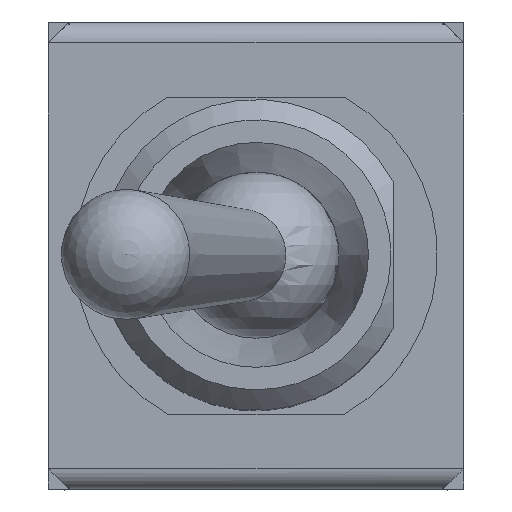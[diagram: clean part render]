
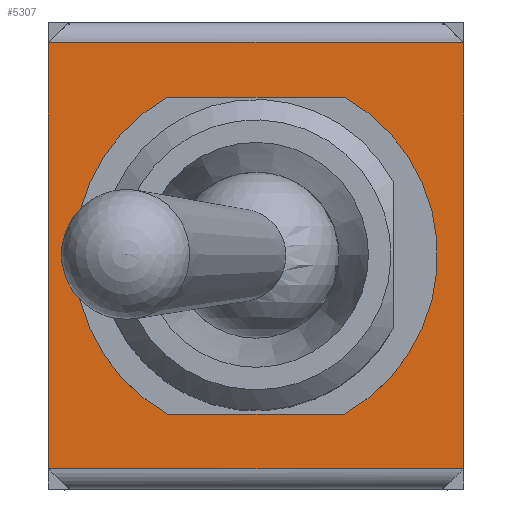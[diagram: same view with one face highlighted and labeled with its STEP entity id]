
A CAD part, top view. The second image highlights one B-rep face of the part: STEP entity #5307.
In plain terms, the highlighted planar face has unit normal (0, 0, 1).
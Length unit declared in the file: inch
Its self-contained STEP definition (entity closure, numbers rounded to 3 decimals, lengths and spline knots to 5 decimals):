
#4668=CARTESIAN_POINT('',(0.06811,-0.12205,0.29961));
#4669=VERTEX_POINT('',#4668);
#4676=CARTESIAN_POINT('',(0.06811,0.12205,0.29961));
#4677=VERTEX_POINT('',#4676);
#4678=CARTESIAN_POINT('',(0.,0.,0.29961));
#4679=DIRECTION('',(0.0,0.0,-1.0));
#4680=DIRECTION('',(-0.487,0.873,0.0));
#4681=AXIS2_PLACEMENT_3D('',#4678,#4679,#4680);
#4682=CIRCLE('',#4681,0.13976);
#4683=EDGE_CURVE('',#4677,#4669,#4682,.T.);
#4707=CARTESIAN_POINT('',(-0.06811,-0.12205,0.29961));
#4708=VERTEX_POINT('',#4707);
#4715=CARTESIAN_POINT('',(0.06811,-0.12205,0.29961));
#4716=DIRECTION('',(-1.0,0.0,0.0));
#4717=VECTOR('',#4716,0.13621);
#4718=LINE('',#4715,#4717);
#4719=EDGE_CURVE('',#4669,#4708,#4718,.T.);
#4739=CARTESIAN_POINT('',(-0.06811,0.12205,0.29961));
#4740=VERTEX_POINT('',#4739);
#4747=CARTESIAN_POINT('',(0.,0.,0.29961));
#4748=DIRECTION('',(0.0,0.0,-1.0));
#4749=DIRECTION('',(0.487,-0.873,0.0));
#4750=AXIS2_PLACEMENT_3D('',#4747,#4748,#4749);
#4751=CIRCLE('',#4750,0.13976);
#4752=EDGE_CURVE('',#4708,#4740,#4751,.T.);
#4770=CARTESIAN_POINT('',(-0.06811,0.12205,0.29961));
#4771=DIRECTION('',(1.0,0.0,0.0));
#4772=VECTOR('',#4771,0.13621);
#4773=LINE('',#4770,#4772);
#4774=EDGE_CURVE('',#4740,#4677,#4773,.T.);
#4997=CARTESIAN_POINT('',(-0.15965,0.16417,0.29961));
#4998=VERTEX_POINT('',#4997);
#5006=CARTESIAN_POINT('',(0.15965,0.16417,0.29961));
#5007=VERTEX_POINT('',#5006);
#5008=CARTESIAN_POINT('',(-0.15965,0.16417,0.29961));
#5009=DIRECTION('',(1.0,0.0,0.0));
#5010=VECTOR('',#5009,0.31929);
#5011=LINE('',#5008,#5010);
#5012=EDGE_CURVE('',#4998,#5007,#5011,.T.);
#5054=CARTESIAN_POINT('',(-0.16004,0.16378,0.29961));
#5055=VERTEX_POINT('',#5054);
#5062=CARTESIAN_POINT('',(-0.16004,0.16378,0.29961));
#5063=DIRECTION('',(0.707,0.707,0.0));
#5064=VECTOR('',#5063,0.00056);
#5065=LINE('',#5062,#5064);
#5066=EDGE_CURVE('',#5055,#4998,#5065,.T.);
#5195=CARTESIAN_POINT('',(0.15965,-0.16417,0.29961));
#5196=VERTEX_POINT('',#5195);
#5204=CARTESIAN_POINT('',(-0.15965,-0.16417,0.29961));
#5205=VERTEX_POINT('',#5204);
#5206=CARTESIAN_POINT('',(0.15965,-0.16417,0.29961));
#5207=DIRECTION('',(-1.0,0.0,0.0));
#5208=VECTOR('',#5207,0.31929);
#5209=LINE('',#5206,#5208);
#5210=EDGE_CURVE('',#5196,#5205,#5209,.T.);
#5237=CARTESIAN_POINT('',(-0.16004,-0.16378,0.29961));
#5238=VERTEX_POINT('',#5237);
#5239=CARTESIAN_POINT('',(-0.15965,-0.16417,0.29961));
#5240=DIRECTION('',(-0.707,0.707,0.0));
#5241=VECTOR('',#5240,0.00056);
#5242=LINE('',#5239,#5241);
#5243=EDGE_CURVE('',#5205,#5238,#5242,.T.);
#5262=CARTESIAN_POINT('',(-0.17604,-0.18059,0.29961));
#5263=DIRECTION('',(0.0,0.0,1.0));
#5264=DIRECTION('',(1.0,0.0,0.0));
#5265=AXIS2_PLACEMENT_3D('',#5262,#5263,#5264);
#5266=PLANE('',#5265);
#5267=ORIENTED_EDGE('',*,*,#5012,.F.);
#5268=ORIENTED_EDGE('',*,*,#5066,.F.);
#5269=CARTESIAN_POINT('',(-0.16004,-0.16378,0.29961));
#5270=DIRECTION('',(0.0,1.0,0.0));
#5271=VECTOR('',#5270,0.32756);
#5272=LINE('',#5269,#5271);
#5273=EDGE_CURVE('',#5238,#5055,#5272,.T.);
#5274=ORIENTED_EDGE('',*,*,#5273,.F.);
#5275=ORIENTED_EDGE('',*,*,#5243,.F.);
#5276=ORIENTED_EDGE('',*,*,#5210,.F.);
#5277=CARTESIAN_POINT('',(0.16004,-0.16378,0.29961));
#5278=VERTEX_POINT('',#5277);
#5279=CARTESIAN_POINT('',(0.16004,-0.16378,0.29961));
#5280=DIRECTION('',(-0.707,-0.707,0.0));
#5281=VECTOR('',#5280,0.00056);
#5282=LINE('',#5279,#5281);
#5283=EDGE_CURVE('',#5278,#5196,#5282,.T.);
#5284=ORIENTED_EDGE('',*,*,#5283,.F.);
#5285=CARTESIAN_POINT('',(0.16004,0.16378,0.29961));
#5286=VERTEX_POINT('',#5285);
#5287=CARTESIAN_POINT('',(0.16004,0.16378,0.29961));
#5288=DIRECTION('',(0.0,-1.0,0.0));
#5289=VECTOR('',#5288,0.32756);
#5290=LINE('',#5287,#5289);
#5291=EDGE_CURVE('',#5286,#5278,#5290,.T.);
#5292=ORIENTED_EDGE('',*,*,#5291,.F.);
#5293=CARTESIAN_POINT('',(0.15965,0.16417,0.29961));
#5294=DIRECTION('',(0.707,-0.707,0.0));
#5295=VECTOR('',#5294,0.00056);
#5296=LINE('',#5293,#5295);
#5297=EDGE_CURVE('',#5007,#5286,#5296,.T.);
#5298=ORIENTED_EDGE('',*,*,#5297,.F.);
#5299=EDGE_LOOP('',(#5267,#5268,#5274,#5275,#5276,#5284,#5292,#5298));
#5300=FACE_OUTER_BOUND('',#5299,.T.);
#5301=ORIENTED_EDGE('',*,*,#4683,.T.);
#5302=ORIENTED_EDGE('',*,*,#4719,.T.);
#5303=ORIENTED_EDGE('',*,*,#4752,.T.);
#5304=ORIENTED_EDGE('',*,*,#4774,.T.);
#5305=EDGE_LOOP('',(#5301,#5302,#5303,#5304));
#5306=FACE_BOUND('',#5305,.T.);
#5307=ADVANCED_FACE('',(#5300,#5306),#5266,.T.);
